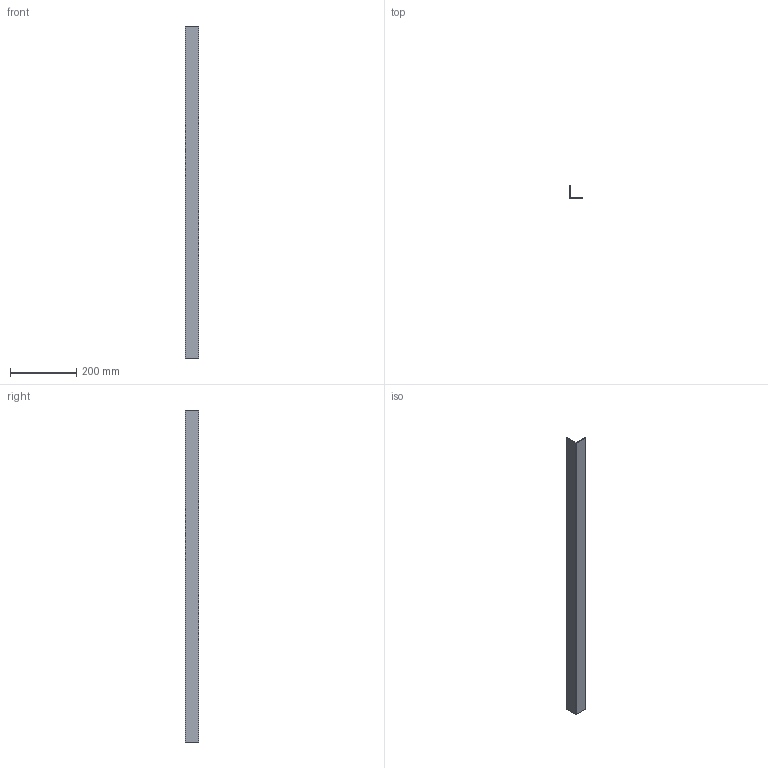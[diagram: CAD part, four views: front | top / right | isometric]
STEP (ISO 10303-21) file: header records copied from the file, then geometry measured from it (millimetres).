
FILE_DESCRIPTION (( 'STEP AP214' ), '1' );
FILE_NAME ('Ñáîðêà7.STEP', '2024-12-03T14:03:29', ( '' ), ( '' ), 'SwSTEP 2.0', 'SolidWorks 2024', '' );
FILE_SCHEMA (( 'AUTOMOTIVE_DESIGN' ));
Length unit declared in the file: millimetre
Products named in the file (2): L4040S3 Профиль алюминиевый, уголок 40x40x3 (Без покрытия)_00; Сборка7
Assembly tree (1 placements, depth 2):
  Сборка7
    L4040S3 Профиль алюминиевый, уголок 40x40x3 (Без покрытия)_00
Bounding box: 40 x 40 x 1000 mm (x, y, z)
Volume: 230957.1 mm3; surface area: 160032.7 mm2
Topology: 1 solids, 1 shells, 13 faces, 33 edges, 22 vertices
Faces by surface type: plane 8, cylinder 5
Entity records: 452 total; most frequent: DIRECTION 77, CARTESIAN_POINT 72, ORIENTED_EDGE 66, EDGE_CURVE 33, AXIS2_PLACEMENT_3D 27, VECTOR 23, LINE 23, VERTEX_POINT 22
